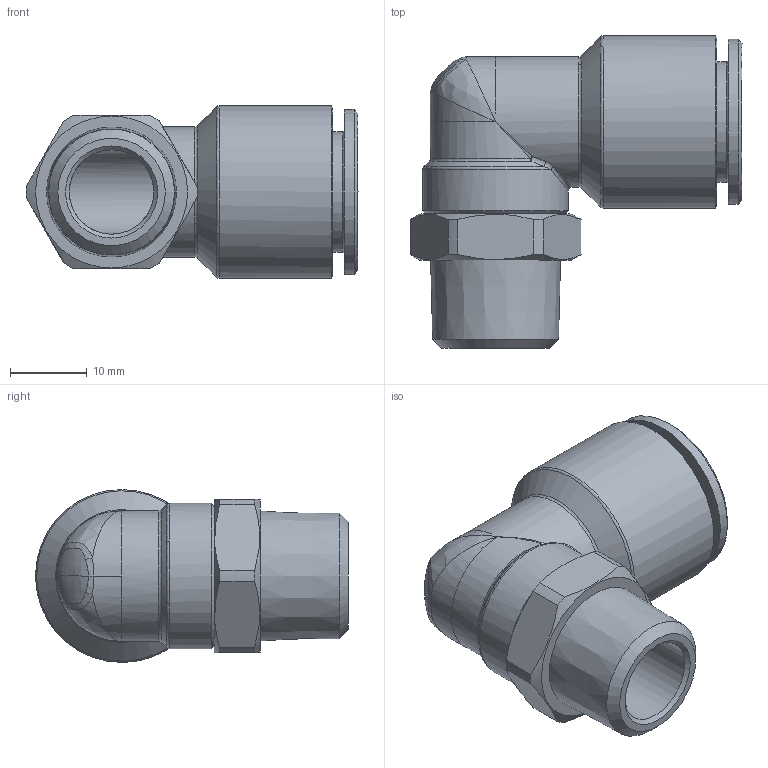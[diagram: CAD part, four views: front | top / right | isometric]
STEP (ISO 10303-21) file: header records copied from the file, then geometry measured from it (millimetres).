
FILE_DESCRIPTION(( 'RT.16.14.38.stp' ), '1');
FILE_NAME( 'RT.16.14.38.stp', '2021-02-22T12:18:57',( 'Sopra'),('sopra-pneumatic.com'), 'SwSTEP 2.0','SolidWorks 2009','' );
FILE_SCHEMA( ( 'CONFIG_CONTROL_DESIGN' ) );
Length unit declared in the file: millimetre
Products named in the file (1): NONE
Bounding box: 43.25 x 40.75 x 22.5 mm (x, y, z)
Volume: 10458.8 mm3; surface area: 6995.6 mm2
Topology: 1 solids, 3 shells, 88 faces, 215 edges, 130 vertices
Faces by surface type: bspline 32, cylinder 23, plane 21, cone 12
Full cylindrical faces by diameter (mm): 11 x2, 14.15 x1, 15.7 x1, 17 x1, 19 x1, 21.5 x1, 22.5 x1
Entity records: 4556 total; most frequent: CARTESIAN_POINT 2821, ORIENTED_EDGE 366, DIRECTION 278, EDGE_CURVE 183, VERTEX_POINT 125, AXIS2_PLACEMENT_3D 121, EDGE_LOOP 114, FACE_OUTER_BOUND 96
